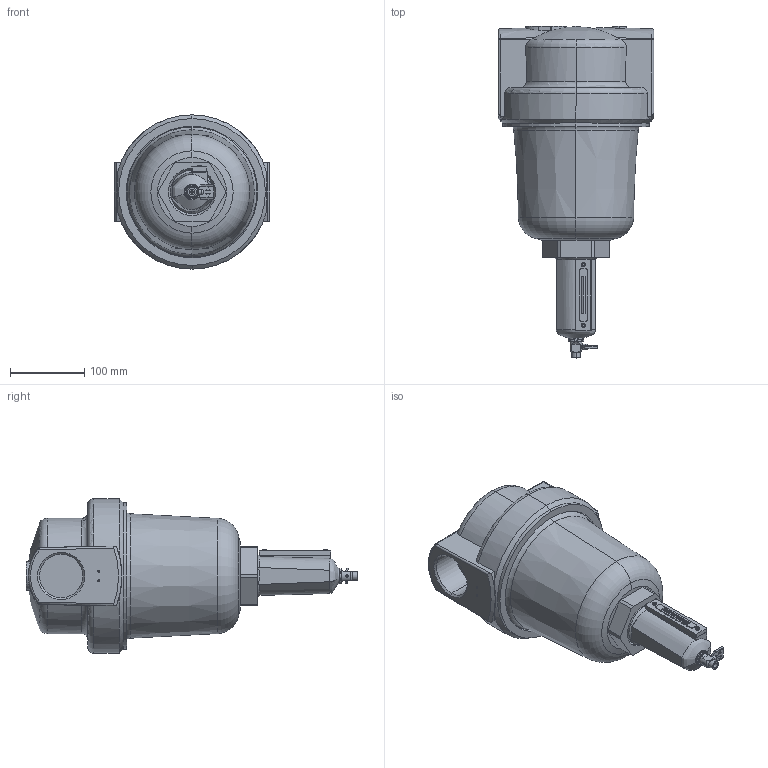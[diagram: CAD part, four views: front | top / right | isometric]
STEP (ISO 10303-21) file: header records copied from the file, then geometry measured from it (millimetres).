
FILE_DESCRIPTION (( 'STEP AP214' ), '1' );
FILE_NAME ('Norgren-F18-C00-M1DA.step', '2019-03-02T20:55:14', ( '' ), ( '' ), 'SwSTEP 2.0', 'SolidWorks 2019', '' );
FILE_SCHEMA (( 'AUTOMOTIVE_DESIGN' ));
Length unit declared in the file: millimetre
Products named in the file (8): Norgren-F18-C00-M1DA; Norgren-F18-C00-M1DA_Body_2 NPT wo ind; Norgren-F18-C00-M1DA_Manual turn; Norgren-F18-C00-M1DA_Bowl_Metal sight glass; Norgren-F18-C00-M1DA_Tube glass; Norgren-F18-C00-M1DA_Sight glass; Norgren-F18-C00-M1DA_Intermediate_Standard; Norgren-F18-C00-M1DA_Nut-retainer
Assembly tree (7 placements, depth 2):
  Norgren-F18-C00-M1DA
    Norgren-F18-C00-M1DA_Body_2 NPT wo ind
    Norgren-F18-C00-M1DA_Intermediate_Standard
    Norgren-F18-C00-M1DA_Bowl_Metal sight glass
    Norgren-F18-C00-M1DA_Sight glass
    Norgren-F18-C00-M1DA_Tube glass
    Norgren-F18-C00-M1DA_Manual turn
    Norgren-F18-C00-M1DA_Nut-retainer
Bounding box: 208.8 x 445.99 x 207.3 mm (x, y, z)
Volume: 2870286.4 mm3; surface area: 471185.9 mm2
Topology: 8 solids, 8 shells, 379 faces, 888 edges, 563 vertices
Faces by surface type: plane 148, cylinder 125, cone 59, torus 29, bspline 12, sphere 6
Entity records: 13277 total; most frequent: CARTESIAN_POINT 4246, DIRECTION 1839, ORIENTED_EDGE 1776, EDGE_CURVE 888, AXIS2_PLACEMENT_3D 733, VERTEX_POINT 563, EDGE_LOOP 429, FACE_OUTER_BOUND 379
